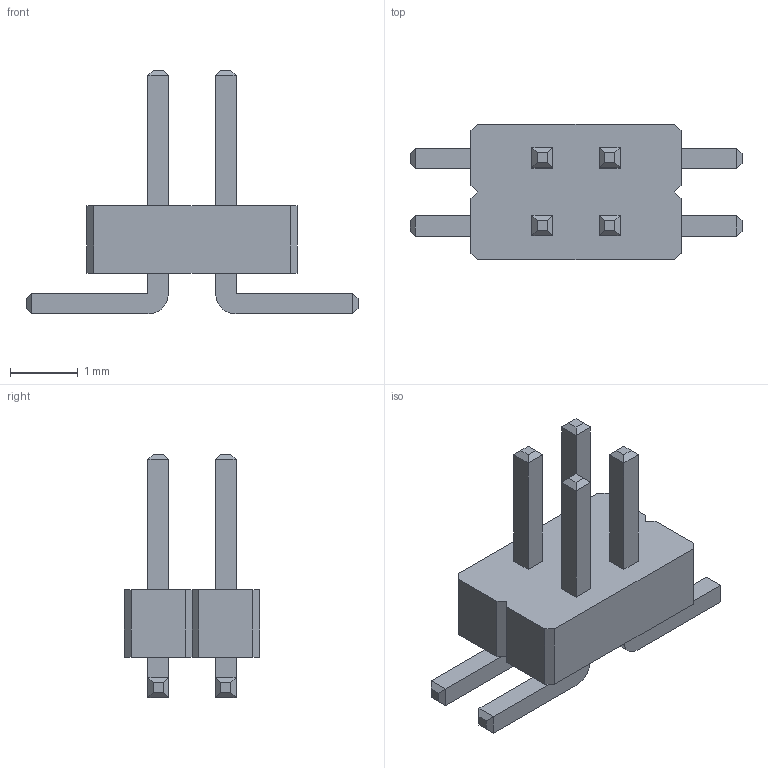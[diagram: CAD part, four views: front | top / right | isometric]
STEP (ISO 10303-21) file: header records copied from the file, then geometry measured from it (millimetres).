
FILE_DESCRIPTION(/* description */ ('model of PinHeader_2x02_P1.00mm_Vertical_SMD'),/* implementation_level */ '2;1');
FILE_NAME(/* name */ 'PinHeader_2x02_P1.00mm_Vertical_SMD.step',/* time_stamp */ '2017-12-02T01:57:09',/* author */ ('kicad StepUp','ksu'),/* organization */ ('FreeCAD'),/* preprocessor_version */ 'OCC',/* originating_system */ 'kicad StepUp',/* authorisation */ '');
FILE_SCHEMA(('AUTOMOTIVE_DESIGN_CC2 { 1 2 10303 214 -1 1 5 4 }'));
Length unit declared in the file: millimetre
Products named in the file (1): PinHeader_2x02_P100mm_Vertical_SMD
Bounding box: 4.9 x 2 x 3.6 mm (x, y, z)
Volume: 7.7 mm3; surface area: 42.8 mm2
Topology: 1 solids, 1 shells, 100 faces, 238 edges, 148 vertices
Faces by surface type: plane 96, cylinder 4
Entity records: 3507 total; most frequent: CARTESIAN_POINT 487, ORIENTED_EDGE 476, DIRECTION 448, EDGE_CURVE 238, LINE 230, VECTOR 230, VERTEX_POINT 148, AXIS2_PLACEMENT_3D 109
